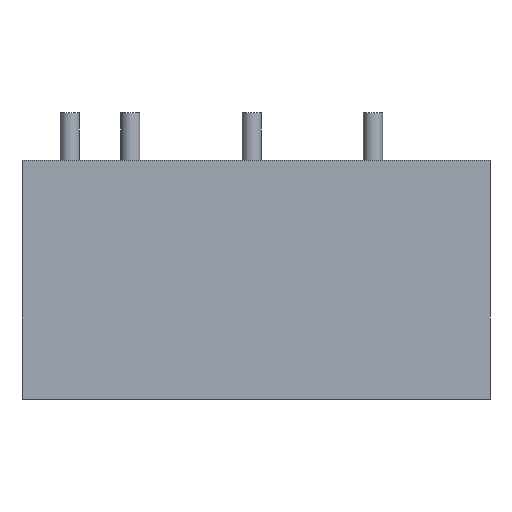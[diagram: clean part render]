
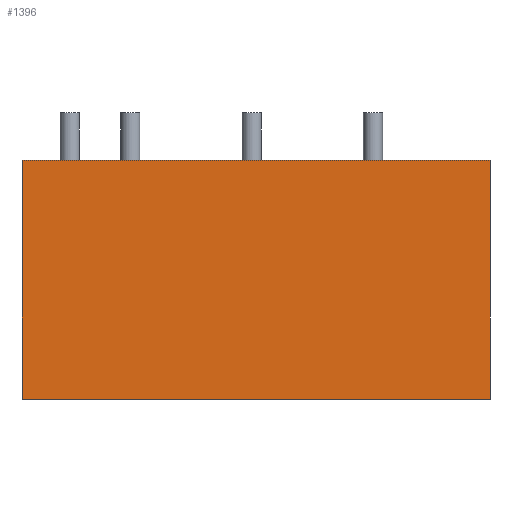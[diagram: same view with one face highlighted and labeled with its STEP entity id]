
A CAD part, front view. The second image highlights one B-rep face of the part: STEP entity #1396.
In plain terms, the highlighted planar face has unit normal (0, -1, 0).
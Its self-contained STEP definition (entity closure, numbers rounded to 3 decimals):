
#88 = VECTOR ( 'NONE', #4987, 1000. ) ;
#93 = VECTOR ( 'NONE', #4997, 1000. ) ;
#96 = VECTOR ( 'NONE', #5001, 1000. ) ;
#97 = VECTOR ( 'NONE', #5003, 1000. ) ;
#174 = AXIS2_PLACEMENT_3D ( 'NONE', #6278, #6279, #6280 ) ;
#1291 = EDGE_CURVE ( 'NONE', #14159, #14160, #3846, .T. ) ;
#1295 = EDGE_CURVE ( 'NONE', #14159, #14161, #3848, .T. ) ;
#1297 = EDGE_CURVE ( 'NONE', #14160, #14162, #3850, .T. ) ;
#1298 = EDGE_CURVE ( 'NONE', #14161, #14162, #3851, .T. ) ;
#1396 = ADVANCED_FACE ( 'NONE', ( #3980 ), #6277, .F. ) ;
#3251 = EDGE_LOOP ( 'NONE', ( #13976, #13978, #13977, #13980 ) ) ;
#3846 = LINE ( 'NONE', #4986, #88 ) ;
#3848 = LINE ( 'NONE', #4996, #93 ) ;
#3850 = LINE ( 'NONE', #5000, #96 ) ;
#3851 = LINE ( 'NONE', #5002, #97 ) ;
#3980 = FACE_OUTER_BOUND ( 'NONE', #3251, .T. ) ;
#4986 = CARTESIAN_POINT ( 'NONE',  ( 9.8, 0., 10. ) ) ;
#4987 = DIRECTION ( 'NONE',  ( 1., 0., 0. ) ) ;
#4996 = CARTESIAN_POINT ( 'NONE',  ( 0., 0., 10. ) ) ;
#4997 = DIRECTION ( 'NONE',  ( 0., 0., -1. ) ) ;
#5000 = CARTESIAN_POINT ( 'NONE',  ( 19.6, 0., 10. ) ) ;
#5001 = DIRECTION ( 'NONE',  ( 0., 0., -1. ) ) ;
#5002 = CARTESIAN_POINT ( 'NONE',  ( 9.8, 0., 0. ) ) ;
#5003 = DIRECTION ( 'NONE',  ( 1., 0., 0. ) ) ;
#6277 = PLANE ( 'NONE',  #174 ) ;
#6278 = CARTESIAN_POINT ( 'NONE',  ( 9.8, 0., 10. ) ) ;
#6279 = DIRECTION ( 'NONE',  ( 0., 1., 0. ) ) ;
#6280 = DIRECTION ( 'NONE',  ( 0., 0., 1. ) ) ;
#13976 = ORIENTED_EDGE ( 'NONE', *, *, #1298, .T. ) ;
#13977 = ORIENTED_EDGE ( 'NONE', *, *, #1291, .F. ) ;
#13978 = ORIENTED_EDGE ( 'NONE', *, *, #1297, .F. ) ;
#13980 = ORIENTED_EDGE ( 'NONE', *, *, #1295, .T. ) ;
#14159 = VERTEX_POINT ( 'NONE', #17222 ) ;
#14160 = VERTEX_POINT ( 'NONE', #17223 ) ;
#14161 = VERTEX_POINT ( 'NONE', #17224 ) ;
#14162 = VERTEX_POINT ( 'NONE', #17225 ) ;
#17222 = CARTESIAN_POINT ( 'NONE',  ( 0., 0., 10. ) ) ;
#17223 = CARTESIAN_POINT ( 'NONE',  ( 19.6, 0., 10. ) ) ;
#17224 = CARTESIAN_POINT ( 'NONE',  ( 0., 0., 0. ) ) ;
#17225 = CARTESIAN_POINT ( 'NONE',  ( 19.6, 0., 0. ) ) ;
